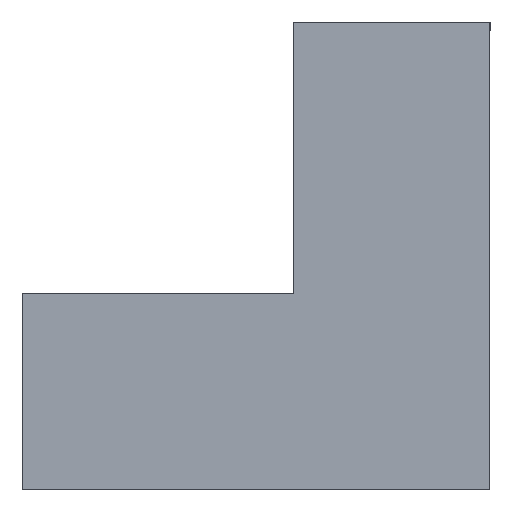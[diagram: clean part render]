
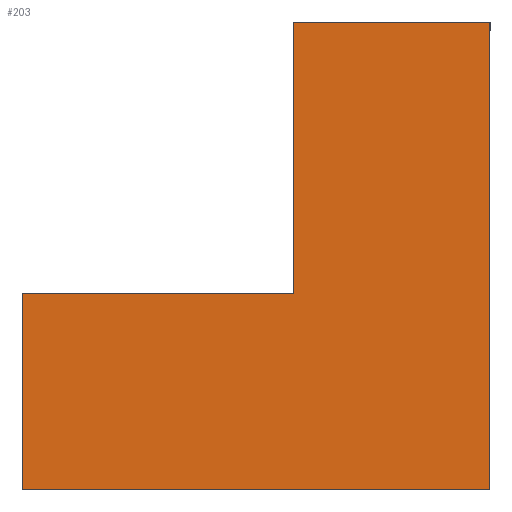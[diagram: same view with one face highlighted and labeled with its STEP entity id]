
A CAD part, left-side view. The second image highlights one B-rep face of the part: STEP entity #203.
In plain terms, the highlighted planar face has unit normal (-1, 0, 0).
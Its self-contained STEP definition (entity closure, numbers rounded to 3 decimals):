
#183=FACE_OUTER_BOUND('',#253,.T.);
#203=ADVANCED_FACE('',(#183),#224,.F.);
#224=PLANE('',#580);
#253=EDGE_LOOP('',(#292,#293,#294,#295,#296,#297));
#292=ORIENTED_EDGE('',*,*,#433,.T.);
#293=ORIENTED_EDGE('',*,*,#434,.F.);
#294=ORIENTED_EDGE('',*,*,#435,.F.);
#295=ORIENTED_EDGE('',*,*,#436,.T.);
#296=ORIENTED_EDGE('',*,*,#432,.F.);
#297=ORIENTED_EDGE('',*,*,#423,.T.);
#389=VERTEX_POINT('',#716);
#390=VERTEX_POINT('',#718);
#397=VERTEX_POINT('',#733);
#398=VERTEX_POINT('',#738);
#399=VERTEX_POINT('',#740);
#400=VERTEX_POINT('',#742);
#423=EDGE_CURVE('',#390,#389,#477,.T.);
#432=EDGE_CURVE('',#390,#397,#486,.T.);
#433=EDGE_CURVE('',#389,#398,#487,.T.);
#434=EDGE_CURVE('',#399,#398,#488,.T.);
#435=EDGE_CURVE('',#400,#399,#489,.T.);
#436=EDGE_CURVE('',#400,#397,#490,.T.);
#477=LINE('',#717,#531);
#486=LINE('',#735,#540);
#487=LINE('',#737,#541);
#488=LINE('',#739,#542);
#489=LINE('',#741,#543);
#490=LINE('',#743,#544);
#531=VECTOR('',#611,1.);
#540=VECTOR('',#622,1.);
#541=VECTOR('',#625,1.);
#542=VECTOR('',#626,1.);
#543=VECTOR('',#627,1.);
#544=VECTOR('',#628,1.);
#580=AXIS2_PLACEMENT_3D('',#744,#629,#630);
#611=DIRECTION('',(0.,0.,-1.));
#622=DIRECTION('',(0.,-1.,0.));
#625=DIRECTION('',(0.,-1.,0.));
#626=DIRECTION('',(0.,0.,-1.));
#627=DIRECTION('',(0.,-1.,0.));
#628=DIRECTION('',(0.,0.,-1.));
#629=DIRECTION('',(1.,0.,0.));
#630=DIRECTION('',(0.,1.,0.));
#716=CARTESIAN_POINT('',(0.,30.,0.));
#717=CARTESIAN_POINT('',(0.,30.,12.6));
#718=CARTESIAN_POINT('',(0.,30.,12.6));
#733=CARTESIAN_POINT('',(0.,12.6,12.6));
#735=CARTESIAN_POINT('',(0.,30.,12.6));
#737=CARTESIAN_POINT('',(0.,30.,0.));
#738=CARTESIAN_POINT('',(0.,0.,0.));
#739=CARTESIAN_POINT('',(0.,0.,12.6));
#740=CARTESIAN_POINT('',(0.,0.,30.));
#741=CARTESIAN_POINT('',(0.,12.6,30.));
#742=CARTESIAN_POINT('',(0.,12.6,30.));
#743=CARTESIAN_POINT('',(0.,12.6,30.));
#744=CARTESIAN_POINT('',(0.,30.,12.6));
